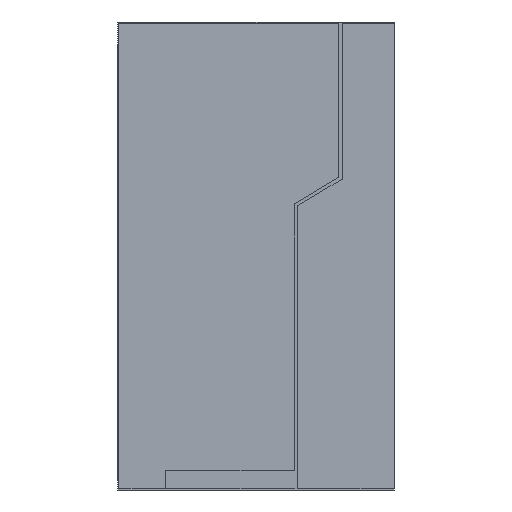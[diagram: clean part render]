
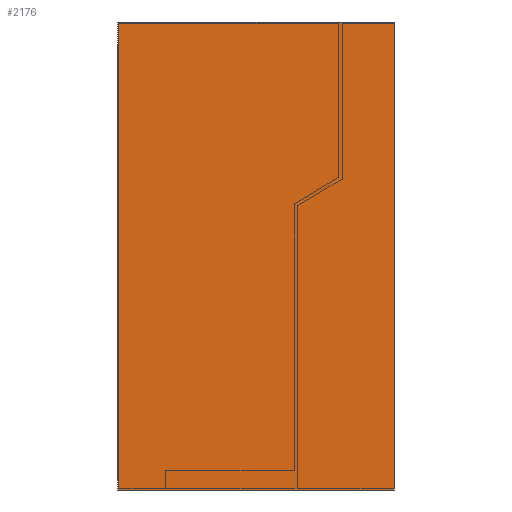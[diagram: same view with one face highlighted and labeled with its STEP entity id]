
A CAD part, front view. The second image highlights one B-rep face of the part: STEP entity #2176.
In plain terms, the highlighted planar face has unit normal (0, -1, 0).
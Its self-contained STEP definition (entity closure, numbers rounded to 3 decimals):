
#46=FACE_OUTER_BOUND('',#160,.T.);
#160=EDGE_LOOP('',(#1442,#1443,#1444,#1445));
#307=LINE('',#2993,#621);
#308=LINE('',#2995,#622);
#309=LINE('',#2997,#623);
#310=LINE('',#2998,#624);
#621=VECTOR('',#2438,10.);
#622=VECTOR('',#2439,10.);
#623=VECTOR('',#2440,10.);
#624=VECTOR('',#2441,10.);
#935=VERTEX_POINT('',#2991);
#936=VERTEX_POINT('',#2992);
#937=VERTEX_POINT('',#2994);
#938=VERTEX_POINT('',#2996);
#1128=EDGE_CURVE('',#935,#936,#307,.T.);
#1129=EDGE_CURVE('',#937,#936,#308,.T.);
#1130=EDGE_CURVE('',#937,#938,#309,.T.);
#1131=EDGE_CURVE('',#935,#938,#310,.T.);
#1442=ORIENTED_EDGE('',*,*,#1128,.T.);
#1443=ORIENTED_EDGE('',*,*,#1129,.F.);
#1444=ORIENTED_EDGE('',*,*,#1130,.T.);
#1445=ORIENTED_EDGE('',*,*,#1131,.F.);
#2062=PLANE('',#2305);
#2176=ADVANCED_FACE('',(#46),#2062,.F.);
#2305=AXIS2_PLACEMENT_3D('',#2990,#2436,#2437);
#2436=DIRECTION('center_axis',(0.,1.,0.));
#2437=DIRECTION('ref_axis',(1.,0.,0.));
#2438=DIRECTION('',(0.,0.,1.));
#2439=DIRECTION('',(1.,0.,0.));
#2440=DIRECTION('',(0.,0.,-1.));
#2441=DIRECTION('',(-1.,0.,0.));
#2990=CARTESIAN_POINT('Origin',(213.,-1.,219.));
#2991=CARTESIAN_POINT('',(260.,-1.,-1.));
#2992=CARTESIAN_POINT('',(260.,-1.,439.));
#2993=CARTESIAN_POINT('',(260.,-1.,0.));
#2994=CARTESIAN_POINT('',(0.,-1.,439.));
#2995=CARTESIAN_POINT('',(260.,-1.,439.));
#2996=CARTESIAN_POINT('',(0.,-1.,-1.));
#2997=CARTESIAN_POINT('',(0.,-1.,438.));
#2998=CARTESIAN_POINT('',(0.,-1.,-1.));
